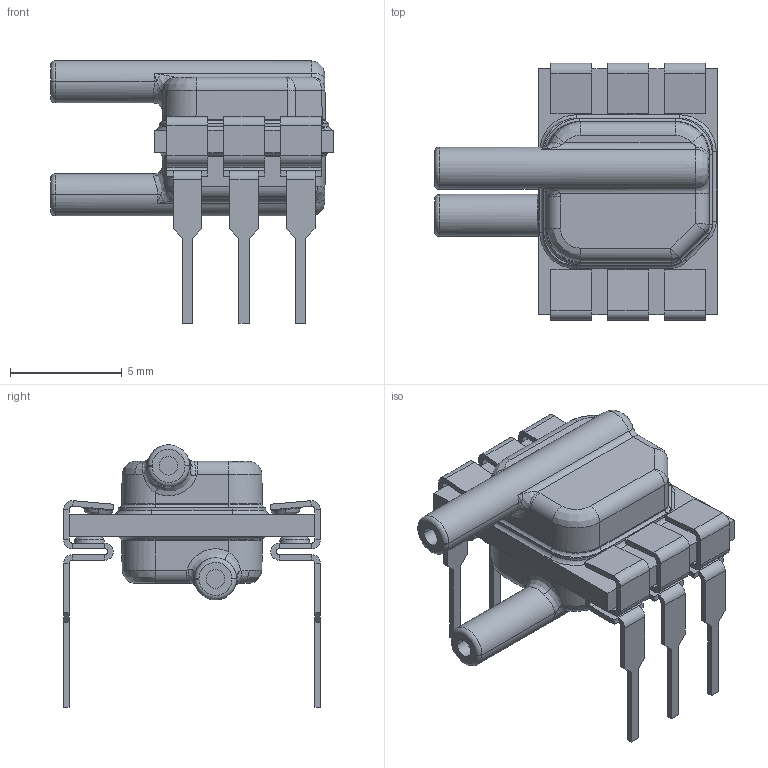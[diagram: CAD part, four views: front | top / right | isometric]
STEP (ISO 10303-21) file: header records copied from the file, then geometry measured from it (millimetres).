
FILE_DESCRIPTION(('STEP AP214'),'1');
FILE_NAME('abpdjjt001pgaa5.stp','2020-09-18T14:14:59',('TraceParts'),('TraceParts S.A.'),'Spatial InterOp 3D',' ',' ');
FILE_SCHEMA(('AUTOMOTIVE_DESIGN { 1 0 10303 214 1 1 1 1 }'));
Length unit declared in the file: millimetre
Products named in the file (1): abpdjjt001pgaa5
Bounding box: 12.65 x 11.5 x 11.74 mm (x, y, z)
Volume: 353.7 mm3; surface area: 640 mm2
Topology: 1 solids, 1 shells, 520 faces, 1194 edges, 676 vertices
Faces by surface type: plane 275, cylinder 124, bspline 50, torus 47, cone 24
Entity records: 17038 total; most frequent: CARTESIAN_POINT 5519, DIRECTION 2417, ORIENTED_EDGE 2380, EDGE_CURVE 1190, AXIS2_PLACEMENT_3D 856, LINE 705, VECTOR 705, VERTEX_POINT 676
